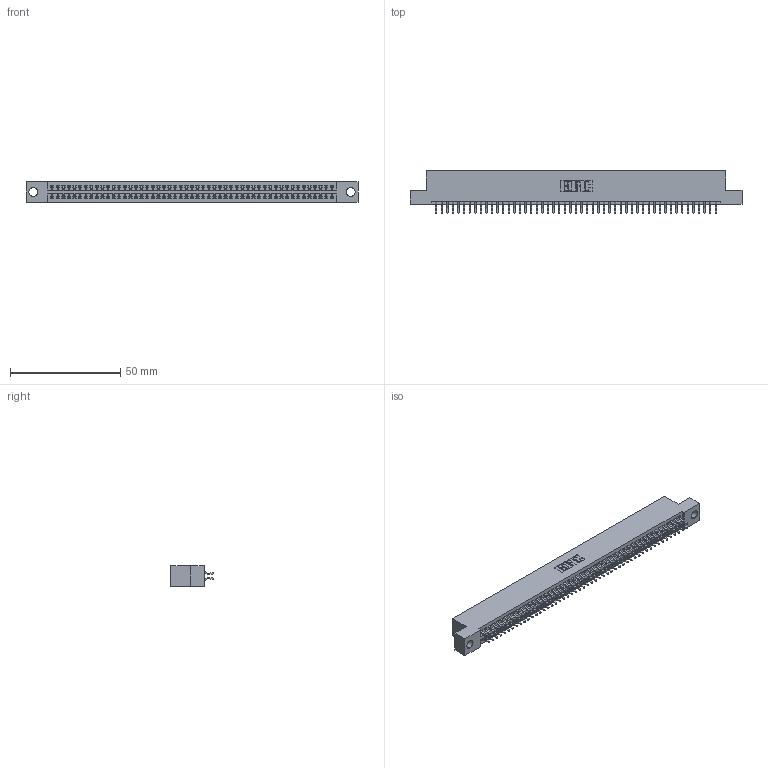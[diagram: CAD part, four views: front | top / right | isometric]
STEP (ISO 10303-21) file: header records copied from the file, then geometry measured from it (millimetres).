
FILE_DESCRIPTION (( 'STEP AP203' ), '1' );
FILE_NAME ('395-102-556-204.STEP', '2021-06-17T15:43:09', ( '' ), ( '' ), 'SwSTEP 2.0', 'SolidWorks 2020', '' );
FILE_SCHEMA (( 'CONFIG_CONTROL_DESIGN' ));
Length unit declared in the file: inch
Products named in the file (3): 345-292-001_556 Tail; 345 Part_Flush Mounting Lugs - 0.156 Dia-TI; 395-102-556-204
Assembly tree (103 placements, depth 2):
  395-102-556-204
    345 Part_Flush Mounting Lugs - 0.156 Dia-TI
    345-292-001_556 Tail  x102
Bounding box: 150.75 x 19.24 x 9.4 mm (x, y, z)
Volume: 14617.5 mm3; surface area: 21543.7 mm2
Topology: 103 solids, 103 shells, 5852 faces, 17411 edges, 11470 vertices
Faces by surface type: plane 3868, cylinder 1984
Entity records: 39443 total; most frequent: CARTESIAN_POINT 6622, ORIENTED_EDGE 6542, DIRECTION 5815, EDGE_CURVE 3271, LINE 2927, VECTOR 2927, VERTEX_POINT 2178, AXIS2_PLACEMENT_3D 1444
